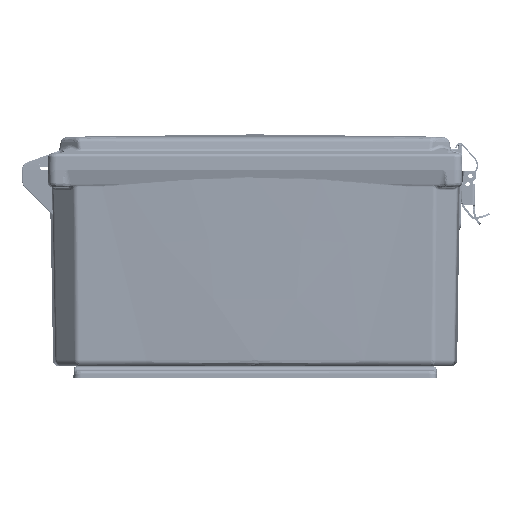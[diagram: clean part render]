
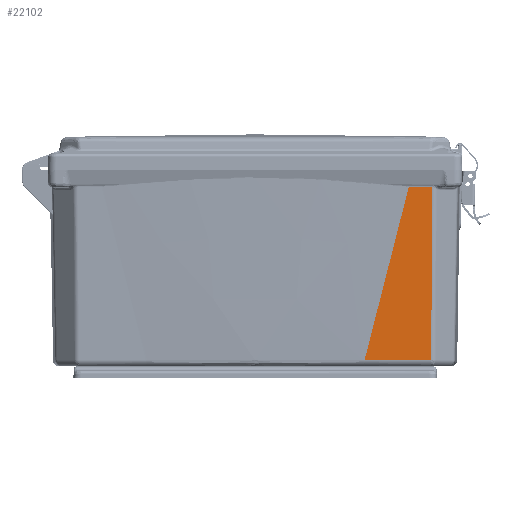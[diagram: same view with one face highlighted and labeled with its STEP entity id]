
A CAD part, front view. The second image highlights one B-rep face of the part: STEP entity #22102.
In plain terms, the highlighted face is planar.
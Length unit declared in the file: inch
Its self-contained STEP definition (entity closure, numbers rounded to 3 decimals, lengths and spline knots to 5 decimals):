
#7598 = DIRECTION ( 'NONE',  ( 1., -0.017, -0.007 ) ) ;
#10664 = VERTEX_POINT ( 'NONE', #102699 ) ;
#18395 = EDGE_CURVE ( 'NONE', #135479, #10664, #143088, .T. ) ;
#20923 = LINE ( 'NONE', #85810, #109091 ) ;
#21387 = EDGE_CURVE ( 'NONE', #75162, #24798, #32690, .T. ) ;
#22102 = ADVANCED_FACE ( 'NONE', ( #128422 ), #64958, .T. ) ;
#24798 = VERTEX_POINT ( 'NONE', #97287 ) ;
#32690 = LINE ( 'NONE', #190122, #151338 ) ;
#53616 = AXIS2_PLACEMENT_3D ( 'NONE', #194732, #65634, #178521 ) ;
#59452 = CARTESIAN_POINT ( 'NONE',  ( -5.77332, -7.06423, 10.7888 ) ) ;
#61402 = CARTESIAN_POINT ( 'NONE',  ( -5.77332, -7.06423, -5.34143 ) ) ;
#64958 = PLANE ( 'NONE',  #53616 ) ;
#65634 = DIRECTION ( 'NONE',  ( -0.017, -1., 0. ) ) ;
#71416 = ORIENTED_EDGE ( 'NONE', *, *, #18395, .F. ) ;
#72545 = VECTOR ( 'NONE', #105951, 39.37008 ) ;
#74560 = EDGE_CURVE ( 'NONE', #24798, #10664, #132917, .T. ) ;
#75162 = VERTEX_POINT ( 'NONE', #102187 ) ;
#85810 = CARTESIAN_POINT ( 'NONE',  ( -5.77332, -7.06423, -5.34143 ) ) ;
#96409 = CARTESIAN_POINT ( 'NONE',  ( -4.31354, -7.08971, -3.69265 ) ) ;
#97287 = CARTESIAN_POINT ( 'NONE',  ( -0.50592, -7.15617, -4.66613 ) ) ;
#97791 = CARTESIAN_POINT ( 'NONE',  ( -2.55774, -7.12035, -4.14121 ) ) ;
#102187 = CARTESIAN_POINT ( 'NONE',  ( -0.50592, -7.15617, -5.37952 ) ) ;
#102699 = CARTESIAN_POINT ( 'NONE',  ( -5.77332, -7.06423, -3.32044 ) ) ;
#105951 = DIRECTION ( 'NONE',  ( 0., 0., 1. ) ) ;
#109091 = VECTOR ( 'NONE', #7598, 39.37008 ) ;
#128160 = ORIENTED_EDGE ( 'NONE', *, *, #21387, .T. ) ;
#128422 = FACE_OUTER_BOUND ( 'NONE', #182465, .T. ) ;
#132917 = B_SPLINE_CURVE_WITH_KNOTS ( 'NONE', 3,
 ( #144304, #97791, #96409, #194448 ),
 .UNSPECIFIED., .F., .F.,
 ( 4, 4 ),
 ( 0., 1. ),
 .UNSPECIFIED. ) ;
#135479 = VERTEX_POINT ( 'NONE', #61402 ) ;
#143088 = LINE ( 'NONE', #59452, #72545 ) ;
#144304 = CARTESIAN_POINT ( 'NONE',  ( -0.50592, -7.15617, -4.66613 ) ) ;
#151338 = VECTOR ( 'NONE', #156922, 39.37008 ) ;
#156922 = DIRECTION ( 'NONE',  ( 0., 0., 1. ) ) ;
#172163 = ORIENTED_EDGE ( 'NONE', *, *, #74560, .T. ) ;
#178521 = DIRECTION ( 'NONE',  ( 1., -0.017, 0. ) ) ;
#182465 = EDGE_LOOP ( 'NONE', ( #199369, #128160, #172163, #71416 ) ) ;
#190122 = CARTESIAN_POINT ( 'NONE',  ( -0.50592, -7.15617, 6.74752 ) ) ;
#193673 = EDGE_CURVE ( 'NONE', #135479, #75162, #20923, .T. ) ;
#194448 = CARTESIAN_POINT ( 'NONE',  ( -5.77332, -7.06423, -3.32044 ) ) ;
#194732 = CARTESIAN_POINT ( 'NONE',  ( 0., -7.165, 6.74752 ) ) ;
#199369 = ORIENTED_EDGE ( 'NONE', *, *, #193673, .T. ) ;
